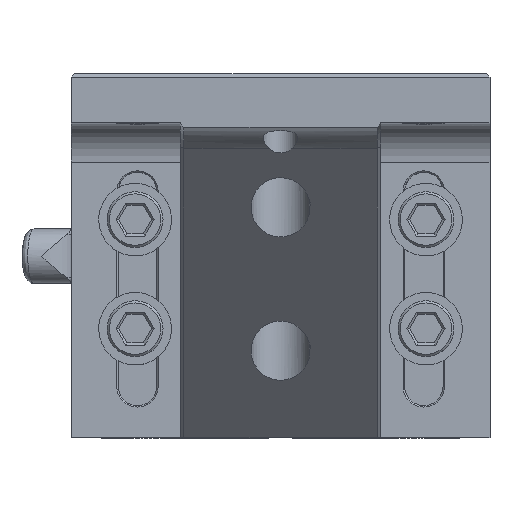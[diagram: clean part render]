
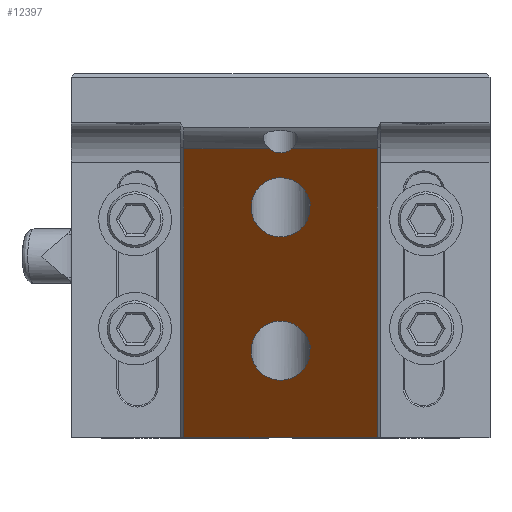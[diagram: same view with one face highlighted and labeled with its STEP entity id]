
A CAD part, top view. The second image highlights one B-rep face of the part: STEP entity #12397.
In plain terms, the highlighted planar face has unit normal (0, -0.707, 0.707).
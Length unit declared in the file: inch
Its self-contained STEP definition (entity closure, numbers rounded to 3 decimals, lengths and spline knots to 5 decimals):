
#140=ELLIPSE('',#13199,0.28709,0.203);
#141=ELLIPSE('',#13200,0.28709,0.203);
#144=ELLIPSE('',#13211,0.28709,0.203);
#145=ELLIPSE('',#13212,0.28709,0.203);
#147=ELLIPSE('',#13237,0.16703,0.11811);
#209=FACE_BOUND('',#1818,.T.);
#210=FACE_BOUND('',#1819,.T.);
#302=PLANE('',#13287);
#1101=FACE_OUTER_BOUND('',#1817,.T.);
#1817=EDGE_LOOP('',(#8887,#8888,#8889,#8890,#8891,#8892));
#1818=EDGE_LOOP('',(#8893,#8894));
#1819=EDGE_LOOP('',(#8895,#8896));
#2745=LINE('',#19376,#3842);
#2746=LINE('',#19378,#3843);
#2747=LINE('',#19379,#3844);
#2748=LINE('',#19381,#3845);
#2749=LINE('',#19382,#3846);
#3842=VECTOR('',#14875,39.37008);
#3843=VECTOR('',#14876,39.37008);
#3844=VECTOR('',#14877,39.37008);
#3845=VECTOR('',#14878,39.37008);
#3846=VECTOR('',#14879,39.37008);
#5193=VERTEX_POINT('',#17655);
#5194=VERTEX_POINT('',#17657);
#5204=VERTEX_POINT('',#17751);
#5205=VERTEX_POINT('',#17753);
#5223=VERTEX_POINT('',#17878);
#5225=VERTEX_POINT('',#17956);
#5495=VERTEX_POINT('',#19374);
#5496=VERTEX_POINT('',#19375);
#5497=VERTEX_POINT('',#19377);
#5498=VERTEX_POINT('',#19380);
#6457=EDGE_CURVE('',#5193,#5194,#140,.T.);
#6458=EDGE_CURVE('',#5194,#5193,#141,.T.);
#6471=EDGE_CURVE('',#5204,#5205,#144,.T.);
#6472=EDGE_CURVE('',#5205,#5204,#145,.T.);
#6498=EDGE_CURVE('',#5223,#5225,#147,.T.);
#6783=EDGE_CURVE('',#5495,#5496,#2745,.T.);
#6784=EDGE_CURVE('',#5495,#5497,#2746,.T.);
#6785=EDGE_CURVE('',#5497,#5225,#2747,.T.);
#6786=EDGE_CURVE('',#5223,#5498,#2748,.T.);
#6787=EDGE_CURVE('',#5498,#5496,#2749,.T.);
#8887=ORIENTED_EDGE('',*,*,#6783,.F.);
#8888=ORIENTED_EDGE('',*,*,#6784,.T.);
#8889=ORIENTED_EDGE('',*,*,#6785,.T.);
#8890=ORIENTED_EDGE('',*,*,#6498,.F.);
#8891=ORIENTED_EDGE('',*,*,#6786,.T.);
#8892=ORIENTED_EDGE('',*,*,#6787,.T.);
#8893=ORIENTED_EDGE('',*,*,#6458,.F.);
#8894=ORIENTED_EDGE('',*,*,#6457,.F.);
#8895=ORIENTED_EDGE('',*,*,#6472,.F.);
#8896=ORIENTED_EDGE('',*,*,#6471,.F.);
#12397=ADVANCED_FACE('',(#1101,#209,#210),#302,.T.);
#13199=AXIS2_PLACEMENT_3D('',#17658,#14517,#14518);
#13200=AXIS2_PLACEMENT_3D('',#17659,#14519,#14520);
#13211=AXIS2_PLACEMENT_3D('',#17754,#14544,#14545);
#13212=AXIS2_PLACEMENT_3D('',#17755,#14546,#14547);
#13237=AXIS2_PLACEMENT_3D('',#17957,#14604,#14605);
#13287=AXIS2_PLACEMENT_3D('',#19373,#14873,#14874);
#14517=DIRECTION('center_axis',(0.,-0.707,
0.707));
#14518=DIRECTION('ref_axis',(0.,-0.707,-0.707));
#14519=DIRECTION('center_axis',(0.,-0.707,
0.707));
#14520=DIRECTION('ref_axis',(0.,-0.707,-0.707));
#14544=DIRECTION('center_axis',(0.,-0.707,
0.707));
#14545=DIRECTION('ref_axis',(0.,-0.707,-0.707));
#14546=DIRECTION('center_axis',(0.,-0.707,
0.707));
#14547=DIRECTION('ref_axis',(0.,-0.707,-0.707));
#14604=DIRECTION('center_axis',(0.,-0.707,
0.707));
#14605=DIRECTION('ref_axis',(0.,-0.707,-0.707));
#14873=DIRECTION('center_axis',(0.,-0.707,
0.707));
#14874=DIRECTION('ref_axis',(0.,0.707,0.707));
#14875=DIRECTION('',(-1.,0.,0.));
#14876=DIRECTION('',(0.,0.707,0.707));
#14877=DIRECTION('',(-1.,0.,0.));
#14878=DIRECTION('',(-1.,0.,0.));
#14879=DIRECTION('',(0.,-0.707,-0.707));
#17655=CARTESIAN_POINT('',(-2.07479,-0.50503,2.78478));
#17657=CARTESIAN_POINT('',(-2.07479,-0.09903,3.19078));
#17658=CARTESIAN_POINT('Origin',(-2.07479,-0.30203,2.98778));
#17659=CARTESIAN_POINT('Origin',(-2.07479,-0.30203,2.98778));
#17751=CARTESIAN_POINT('',(-2.07479,0.47897,3.76878));
#17753=CARTESIAN_POINT('',(-2.07479,0.88497,4.17478));
#17754=CARTESIAN_POINT('Origin',(-2.07479,0.68197,3.97178));
#17755=CARTESIAN_POINT('Origin',(-2.07479,0.68197,3.97178));
#17878=CARTESIAN_POINT('',(-2.15074,1.0834,4.37321));
#17956=CARTESIAN_POINT('',(-1.99883,1.0834,4.37321));
#17957=CARTESIAN_POINT('Origin',(-2.07479,1.17385,4.46366));
#19373=CARTESIAN_POINT('Origin',(-0.63479,-1.31742,1.9724));
#19374=CARTESIAN_POINT('',(-1.40979,-0.90015,2.38966));
#19375=CARTESIAN_POINT('',(-2.73979,-0.90015,2.38966));
#19376=CARTESIAN_POINT('',(-0.63479,-0.90015,2.38966));
#19377=CARTESIAN_POINT('',(-1.40979,1.0834,4.37321));
#19378=CARTESIAN_POINT('',(-1.40979,-1.31742,1.9724));
#19379=CARTESIAN_POINT('',(-0.63479,1.0834,4.37321));
#19380=CARTESIAN_POINT('',(-2.73979,1.0834,4.37321));
#19381=CARTESIAN_POINT('',(-0.63479,1.0834,4.37321));
#19382=CARTESIAN_POINT('',(-2.73979,-1.31742,1.9724));
